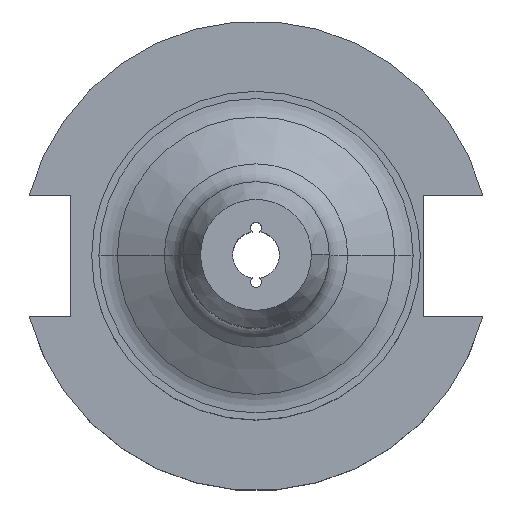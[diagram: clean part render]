
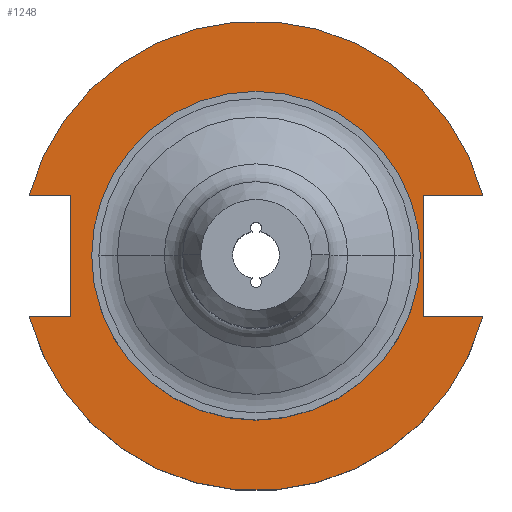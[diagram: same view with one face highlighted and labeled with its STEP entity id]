
A CAD part, top view. The second image highlights one B-rep face of the part: STEP entity #1248.
In plain terms, the highlighted planar face has unit normal (0, 0, 1).
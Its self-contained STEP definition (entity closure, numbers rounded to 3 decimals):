
#2 = DIRECTION ( 'NONE',  ( 0., 0., 1. ) ) ;
#40 = CIRCLE ( 'NONE', #1809, 31.75 ) ;
#66 = CARTESIAN_POINT ( 'NONE',  ( 22.606, 8.191, 19.05 ) ) ;
#68 = EDGE_CURVE ( 'NONE', #1243, #206, #487, .T. ) ;
#70 = AXIS2_PLACEMENT_3D ( 'NONE', #898, #2, #1051 ) ;
#124 = EDGE_CURVE ( 'NONE', #200, #174, #1442, .T. ) ;
#173 = CARTESIAN_POINT ( 'NONE',  ( 0., 0., 19.05 ) ) ;
#174 = VERTEX_POINT ( 'NONE', #1768 ) ;
#182 = CARTESIAN_POINT ( 'NONE',  ( 0., 0., 19.05 ) ) ;
#200 = VERTEX_POINT ( 'NONE', #1270 ) ;
#206 = VERTEX_POINT ( 'NONE', #1208 ) ;
#209 = DIRECTION ( 'NONE',  ( 1., 0., 0. ) ) ;
#211 = CARTESIAN_POINT ( 'NONE',  ( -61.091, -8.191, 19.05 ) ) ;
#281 = CIRCLE ( 'NONE', #70, 31.75 ) ;
#288 = EDGE_CURVE ( 'NONE', #200, #946, #40, .T. ) ;
#290 = LINE ( 'NONE', #948, #592 ) ;
#294 = CARTESIAN_POINT ( 'NONE',  ( 22.606, 22.225, 19.05 ) ) ;
#297 = LINE ( 'NONE', #294, #601 ) ;
#330 = DIRECTION ( 'NONE',  ( 1., 0., 0. ) ) ;
#334 = DIRECTION ( 'NONE',  ( 1., 0., 0. ) ) ;
#461 = DIRECTION ( 'NONE',  ( -1., 0., 0. ) ) ;
#487 = CIRCLE ( 'NONE', #791, 22.225 ) ;
#489 = EDGE_CURVE ( 'NONE', #672, #1462, #1189, .T. ) ;
#498 = DIRECTION ( 'NONE',  ( 0., -1., 0. ) ) ;
#543 = DIRECTION ( 'NONE',  ( 0., 0., 1. ) ) ;
#557 = EDGE_LOOP ( 'NONE', ( #864, #1072 ) ) ;
#572 = ORIENTED_EDGE ( 'NONE', *, *, #124, .F. ) ;
#592 = VECTOR ( 'NONE', #498, 1000. ) ;
#601 = VECTOR ( 'NONE', #1630, 1000. ) ;
#660 = EDGE_CURVE ( 'NONE', #672, #1201, #281, .T. ) ;
#672 = VERTEX_POINT ( 'NONE', #1199 ) ;
#690 = ORIENTED_EDGE ( 'NONE', *, *, #934, .F. ) ;
#708 = EDGE_LOOP ( 'NONE', ( #1124, #572, #1561, #690, #1570, #1695, #857, #1782 ) ) ;
#749 = DIRECTION ( 'NONE',  ( 1., 0., 0. ) ) ;
#791 = AXIS2_PLACEMENT_3D ( 'NONE', #1452, #543, #1626 ) ;
#820 = CARTESIAN_POINT ( 'NONE',  ( -22.225, 0., 19.05 ) ) ;
#850 = CARTESIAN_POINT ( 'NONE',  ( -25.091, 8.191, 19.05 ) ) ;
#857 = ORIENTED_EDGE ( 'NONE', *, *, #660, .T. ) ;
#861 = VERTEX_POINT ( 'NONE', #850 ) ;
#864 = ORIENTED_EDGE ( 'NONE', *, *, #1855, .F. ) ;
#883 = CARTESIAN_POINT ( 'NONE',  ( 22.606, -8.191, 19.05 ) ) ;
#895 = LINE ( 'NONE', #1256, #1296 ) ;
#898 = CARTESIAN_POINT ( 'NONE',  ( 0., 0., 19.05 ) ) ;
#912 = VERTEX_POINT ( 'NONE', #883 ) ;
#934 = EDGE_CURVE ( 'NONE', #912, #946, #1827, .T. ) ;
#946 = VERTEX_POINT ( 'NONE', #1777 ) ;
#948 = CARTESIAN_POINT ( 'NONE',  ( -25.091, 8.191, 19.05 ) ) ;
#953 = CARTESIAN_POINT ( 'NONE',  ( -30.675, 8.191, 19.05 ) ) ;
#973 = EDGE_CURVE ( 'NONE', #861, #174, #290, .T. ) ;
#1012 = EDGE_CURVE ( 'NONE', #1201, #861, #895, .T. ) ;
#1034 = VECTOR ( 'NONE', #749, 1000. ) ;
#1051 = DIRECTION ( 'NONE',  ( 1., 0., 0. ) ) ;
#1072 = ORIENTED_EDGE ( 'NONE', *, *, #68, .F. ) ;
#1124 = ORIENTED_EDGE ( 'NONE', *, *, #973, .T. ) ;
#1189 = LINE ( 'NONE', #1257, #1541 ) ;
#1196 = DIRECTION ( 'NONE',  ( 1., 0., 0. ) ) ;
#1199 = CARTESIAN_POINT ( 'NONE',  ( 30.675, 8.191, 19.05 ) ) ;
#1201 = VERTEX_POINT ( 'NONE', #953 ) ;
#1208 = CARTESIAN_POINT ( 'NONE',  ( 22.225, 0., 19.05 ) ) ;
#1226 = DIRECTION ( 'NONE',  ( 0., 0., 1. ) ) ;
#1232 = DIRECTION ( 'NONE',  ( 0., 0., 1. ) ) ;
#1243 = VERTEX_POINT ( 'NONE', #820 ) ;
#1248 = ADVANCED_FACE ( 'NONE', ( #1594, #1301 ), #1553, .F. ) ;
#1256 = CARTESIAN_POINT ( 'NONE',  ( -61.091, 8.191, 19.05 ) ) ;
#1257 = CARTESIAN_POINT ( 'NONE',  ( 0., 8.191, 19.05 ) ) ;
#1270 = CARTESIAN_POINT ( 'NONE',  ( -30.675, -8.191, 19.05 ) ) ;
#1296 = VECTOR ( 'NONE', #209, 1000. ) ;
#1301 = FACE_OUTER_BOUND ( 'NONE', #708, .T. ) ;
#1442 = LINE ( 'NONE', #211, #1034 ) ;
#1448 = VECTOR ( 'NONE', #1196, 1000. ) ;
#1452 = CARTESIAN_POINT ( 'NONE',  ( 0., 0., 19.05 ) ) ;
#1462 = VERTEX_POINT ( 'NONE', #66 ) ;
#1470 = DIRECTION ( 'NONE',  ( 0., 0., -1. ) ) ;
#1472 = CIRCLE ( 'NONE', #1693, 22.225 ) ;
#1489 = CARTESIAN_POINT ( 'NONE',  ( 0., -8.191, 19.05 ) ) ;
#1541 = VECTOR ( 'NONE', #1750, 1000. ) ;
#1553 = PLANE ( 'NONE',  #1714 ) ;
#1561 = ORIENTED_EDGE ( 'NONE', *, *, #288, .T. ) ;
#1570 = ORIENTED_EDGE ( 'NONE', *, *, #1620, .T. ) ;
#1594 = FACE_BOUND ( 'NONE', #557, .T. ) ;
#1620 = EDGE_CURVE ( 'NONE', #912, #1462, #297, .T. ) ;
#1626 = DIRECTION ( 'NONE',  ( 1., 0., 0. ) ) ;
#1630 = DIRECTION ( 'NONE',  ( 0., 1., 0. ) ) ;
#1693 = AXIS2_PLACEMENT_3D ( 'NONE', #182, #1232, #334 ) ;
#1695 = ORIENTED_EDGE ( 'NONE', *, *, #489, .F. ) ;
#1714 = AXIS2_PLACEMENT_3D ( 'NONE', #1853, #1470, #461 ) ;
#1750 = DIRECTION ( 'NONE',  ( -1., 0., 0. ) ) ;
#1768 = CARTESIAN_POINT ( 'NONE',  ( -25.091, -8.191, 19.05 ) ) ;
#1777 = CARTESIAN_POINT ( 'NONE',  ( 30.675, -8.191, 19.05 ) ) ;
#1782 = ORIENTED_EDGE ( 'NONE', *, *, #1012, .T. ) ;
#1809 = AXIS2_PLACEMENT_3D ( 'NONE', #173, #1226, #330 ) ;
#1827 = LINE ( 'NONE', #1489, #1448 ) ;
#1853 = CARTESIAN_POINT ( 'NONE',  ( 0., 22.225, 19.05 ) ) ;
#1855 = EDGE_CURVE ( 'NONE', #206, #1243, #1472, .T. ) ;
